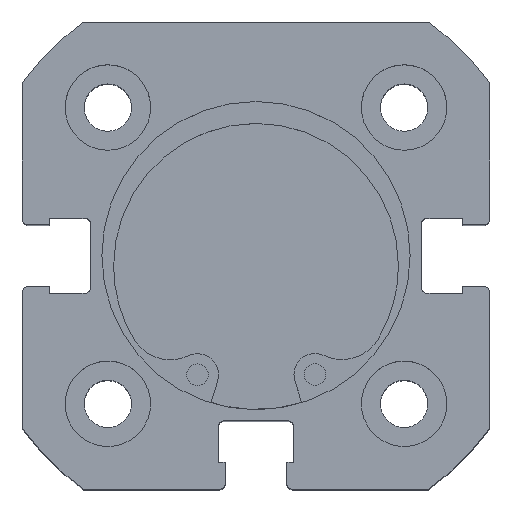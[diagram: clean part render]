
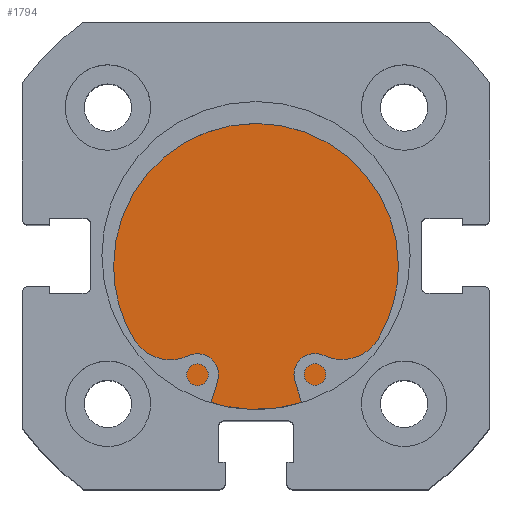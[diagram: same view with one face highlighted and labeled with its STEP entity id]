
A CAD part, top view. The second image highlights one B-rep face of the part: STEP entity #1794.
In plain terms, the highlighted face is planar.
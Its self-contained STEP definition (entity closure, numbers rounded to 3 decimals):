
#3 = VERTEX_POINT ( 'NONE', #130 ) ;
#105 = VERTEX_POINT ( 'NONE', #5609 ) ;
#130 = CARTESIAN_POINT ( 'NONE',  ( 6., 0., -13.5 ) ) ;
#576 = EDGE_LOOP ( 'NONE', ( #2206, #2229 ) ) ;
#1126 = FACE_OUTER_BOUND ( 'NONE', #576, .T. ) ;
#1424 = CIRCLE ( 'NONE', #3260, 13.5 ) ;
#1478 = CARTESIAN_POINT ( 'NONE',  ( 6., 0., 0. ) ) ;
#1487 = DIRECTION ( 'NONE',  ( -1., 0., 0. ) ) ;
#1488 = DIRECTION ( 'NONE',  ( 0., 0., 1. ) ) ;
#1794 = ADVANCED_FACE ( 'NONE', ( #1126 ), #4743, .F. ) ;
#2206 = ORIENTED_EDGE ( 'NONE', *, *, #2929, .F. ) ;
#2229 = ORIENTED_EDGE ( 'NONE', *, *, #2529, .F. ) ;
#2529 = EDGE_CURVE ( 'NONE', #3, #105, #1424, .T. ) ;
#2929 = EDGE_CURVE ( 'NONE', #105, #3, #4061, .T. ) ;
#3260 = AXIS2_PLACEMENT_3D ( 'NONE', #5394, #5392, #5391 ) ;
#3453 = AXIS2_PLACEMENT_3D ( 'NONE', #1478, #1487, #1488 ) ;
#4061 = CIRCLE ( 'NONE', #3453, 13.5 ) ;
#4460 = AXIS2_PLACEMENT_3D ( 'NONE', #4835, #4715, #4711 ) ;
#4711 = DIRECTION ( 'NONE',  ( 0., 0., 1. ) ) ;
#4715 = DIRECTION ( 'NONE',  ( -1., 0., 0. ) ) ;
#4743 = PLANE ( 'NONE',  #4460 ) ;
#4835 = CARTESIAN_POINT ( 'NONE',  ( 6., 13.5, 0. ) ) ;
#5391 = DIRECTION ( 'NONE',  ( 0., 0., 1. ) ) ;
#5392 = DIRECTION ( 'NONE',  ( -1., 0., 0. ) ) ;
#5394 = CARTESIAN_POINT ( 'NONE',  ( 6., 0., 0. ) ) ;
#5609 = CARTESIAN_POINT ( 'NONE',  ( 6., 0., 13.5 ) ) ;
